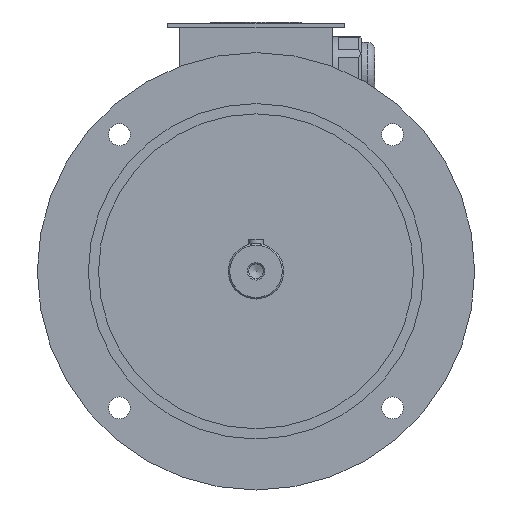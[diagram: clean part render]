
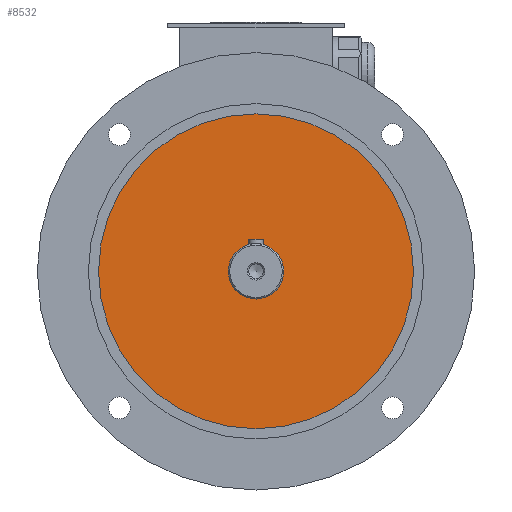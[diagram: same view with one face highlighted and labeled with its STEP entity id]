
A CAD part, front view. The second image highlights one B-rep face of the part: STEP entity #8532.
In plain terms, the highlighted planar face has unit normal (0, -1, 0).
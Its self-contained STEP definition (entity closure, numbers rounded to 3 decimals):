
#417=CIRCLE('',#9098,108.);
#427=CIRCLE('',#9121,19.);
#2065=ORIENTED_EDGE('',*,*,#3047,.T.);
#2066=ORIENTED_EDGE('',*,*,#3027,.F.);
#3027=EDGE_CURVE('',#3659,#3659,#417,.T.);
#3047=EDGE_CURVE('',#3676,#3676,#427,.T.);
#3659=VERTEX_POINT('',#12764);
#3676=VERTEX_POINT('',#13024);
#5197=EDGE_LOOP('',(#2065));
#5198=EDGE_LOOP('',(#2066));
#5587=FACE_BOUND('',#5197,.T.);
#5588=FACE_BOUND('',#5198,.T.);
#5843=PLANE('',#9122);
#8532=ADVANCED_FACE('',(#5587,#5588),#5843,.F.);
#9098=AXIS2_PLACEMENT_3D('',#12763,#10732,#10733);
#9121=AXIS2_PLACEMENT_3D('',#13023,#10786,#10787);
#9122=AXIS2_PLACEMENT_3D('',#13025,#10788,#10789);
#10732=DIRECTION('',(0.,1.,0.));
#10733=DIRECTION('',(0.,0.,1.));
#10786=DIRECTION('',(0.,1.,0.));
#10787=DIRECTION('',(1.,0.,0.));
#10788=DIRECTION('',(0.,1.,0.));
#10789=DIRECTION('',(0.,0.,1.));
#12763=CARTESIAN_POINT('',(0.,-40.,0.));
#12764=CARTESIAN_POINT('',(0.,-40.,108.));
#13023=CARTESIAN_POINT('',(0.,-40.,0.));
#13024=CARTESIAN_POINT('',(19.,-40.,0.));
#13025=CARTESIAN_POINT('',(0.,-40.,0.));
